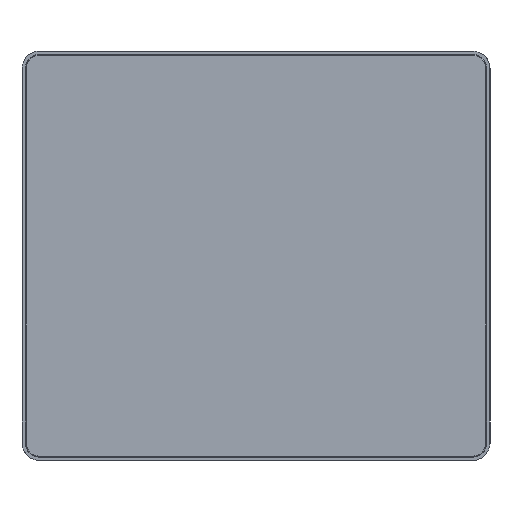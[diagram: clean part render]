
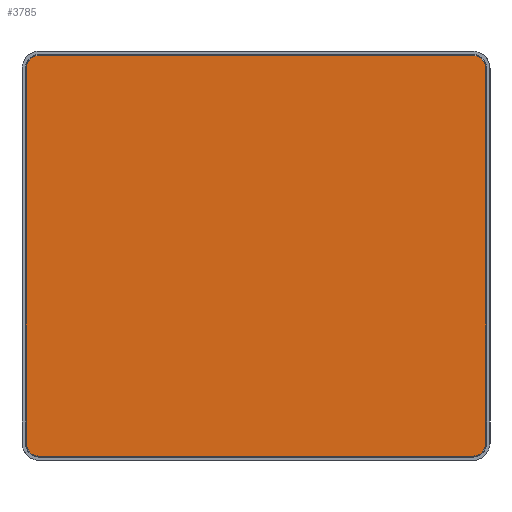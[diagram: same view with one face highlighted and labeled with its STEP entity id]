
A CAD part, left-side view. The second image highlights one B-rep face of the part: STEP entity #3785.
In plain terms, the highlighted face is planar.
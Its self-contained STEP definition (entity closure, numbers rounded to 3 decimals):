
#3714=CARTESIAN_POINT('Axis2P3D Location',(0.,0.,0.)) ;
#3719=CARTESIAN_POINT('Line Origine',(0.,0.,-342.5)) ;
#3723=CARTESIAN_POINT('Vertex',(370.5,0.,-342.5)) ;
#3725=CARTESIAN_POINT('Vertex',(-370.5,0.,-342.5)) ;
#3728=CARTESIAN_POINT('Axis2P3D Location',(-370.5,0.,-320.5)) ;
#3732=CARTESIAN_POINT('Vertex',(-392.5,0.,-320.5)) ;
#3735=CARTESIAN_POINT('Line Origine',(-392.5,0.,0.)) ;
#3739=CARTESIAN_POINT('Vertex',(-392.5,0.,320.5)) ;
#3742=CARTESIAN_POINT('Axis2P3D Location',(-370.5,0.,320.5)) ;
#3746=CARTESIAN_POINT('Vertex',(-370.5,0.,342.5)) ;
#3749=CARTESIAN_POINT('Line Origine',(0.,0.,342.5)) ;
#3753=CARTESIAN_POINT('Vertex',(370.5,0.,342.5)) ;
#3756=CARTESIAN_POINT('Axis2P3D Location',(370.5,0.,320.5)) ;
#3760=CARTESIAN_POINT('Vertex',(392.5,0.,320.5)) ;
#3763=CARTESIAN_POINT('Line Origine',(392.5,0.,0.)) ;
#3767=CARTESIAN_POINT('Vertex',(392.5,0.,-320.5)) ;
#3770=CARTESIAN_POINT('Axis2P3D Location',(370.5,0.,-320.5)) ;
#3721=VECTOR('Line Direction',#3720,1.) ;
#3737=VECTOR('Line Direction',#3736,1.) ;
#3751=VECTOR('Line Direction',#3750,1.) ;
#3765=VECTOR('Line Direction',#3764,1.) ;
#3715=DIRECTION('Axis2P3D Direction',(0.,-1.,0.)) ;
#3716=DIRECTION('Axis2P3D XDirection',(0.,0.,-1.)) ;
#3720=DIRECTION('Vector Direction',(1.,0.,0.)) ;
#3729=DIRECTION('Axis2P3D Direction',(0.,-1.,0.)) ;
#3736=DIRECTION('Vector Direction',(0.,0.,-1.)) ;
#3743=DIRECTION('Axis2P3D Direction',(0.,-1.,0.)) ;
#3750=DIRECTION('Vector Direction',(-1.,0.,0.)) ;
#3757=DIRECTION('Axis2P3D Direction',(0.,-1.,0.)) ;
#3764=DIRECTION('Vector Direction',(0.,0.,1.)) ;
#3771=DIRECTION('Axis2P3D Direction',(0.,-1.,0.)) ;
#3717=AXIS2_PLACEMENT_3D('Plane Axis2P3D',#3714,#3715,#3716) ;
#3730=AXIS2_PLACEMENT_3D('Circle Axis2P3D',#3728,#3729,$) ;
#3744=AXIS2_PLACEMENT_3D('Circle Axis2P3D',#3742,#3743,$) ;
#3758=AXIS2_PLACEMENT_3D('Circle Axis2P3D',#3756,#3757,$) ;
#3772=AXIS2_PLACEMENT_3D('Circle Axis2P3D',#3770,#3771,$) ;
#3722=LINE('Line',#3719,#3721) ;
#3738=LINE('Line',#3735,#3737) ;
#3752=LINE('Line',#3749,#3751) ;
#3766=LINE('Line',#3763,#3765) ;
#3731=CIRCLE('generated circle',#3730,22.) ;
#3745=CIRCLE('generated circle',#3744,22.) ;
#3759=CIRCLE('generated circle',#3758,22.) ;
#3773=CIRCLE('generated circle',#3772,22.) ;
#3718=PLANE('',#3717) ;
#3727=EDGE_CURVE('',#3724,#3726,#3722,.F.) ;
#3734=EDGE_CURVE('',#3726,#3733,#3731,.F.) ;
#3741=EDGE_CURVE('',#3733,#3740,#3738,.F.) ;
#3748=EDGE_CURVE('',#3740,#3747,#3745,.F.) ;
#3755=EDGE_CURVE('',#3747,#3754,#3752,.F.) ;
#3762=EDGE_CURVE('',#3754,#3761,#3759,.F.) ;
#3769=EDGE_CURVE('',#3761,#3768,#3766,.F.) ;
#3774=EDGE_CURVE('',#3768,#3724,#3773,.F.) ;
#3776=ORIENTED_EDGE('',*,*,#3727,.T.) ;
#3777=ORIENTED_EDGE('',*,*,#3734,.T.) ;
#3778=ORIENTED_EDGE('',*,*,#3741,.T.) ;
#3779=ORIENTED_EDGE('',*,*,#3748,.T.) ;
#3780=ORIENTED_EDGE('',*,*,#3755,.T.) ;
#3781=ORIENTED_EDGE('',*,*,#3762,.T.) ;
#3782=ORIENTED_EDGE('',*,*,#3769,.T.) ;
#3783=ORIENTED_EDGE('',*,*,#3774,.T.) ;
#3775=EDGE_LOOP('',(#3776,#3777,#3778,#3779,#3780,#3781,#3782,#3783)) ;
#3724=VERTEX_POINT('',#3723) ;
#3726=VERTEX_POINT('',#3725) ;
#3733=VERTEX_POINT('',#3732) ;
#3740=VERTEX_POINT('',#3739) ;
#3747=VERTEX_POINT('',#3746) ;
#3754=VERTEX_POINT('',#3753) ;
#3761=VERTEX_POINT('',#3760) ;
#3768=VERTEX_POINT('',#3767) ;
#3785=ADVANCED_FACE('MANIFOLD_SOLID_BREP #77144',(#3784),#3718,.F.) ;
#3784=FACE_OUTER_BOUND('',#3775,.T.) ;
